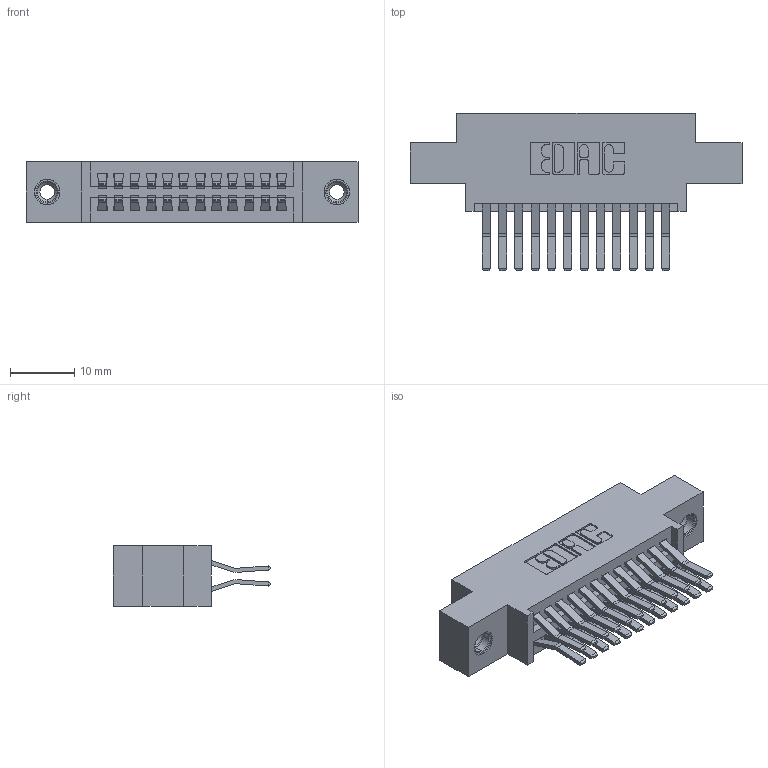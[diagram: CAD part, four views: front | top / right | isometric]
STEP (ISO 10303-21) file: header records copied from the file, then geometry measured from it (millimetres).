
FILE_DESCRIPTION (( 'STEP AP203' ), '1' );
FILE_NAME ('345-024-560-808.STEP', '2019-10-27T18:13:47', ( '' ), ( '' ), 'SwSTEP 2.0', 'SolidWorks 2016', '' );
FILE_SCHEMA (( 'CONFIG_CONTROL_DESIGN' ));
Length unit declared in the file: inch
Products named in the file (4): 345-024-560-808; 345-250-001_345-250-003-102; 345 Part_0.170 Offset - 0.156 Dia-TI; 345-292-001_560 Tail
Assembly tree (27 placements, depth 2):
  345-024-560-808
    345 Part_0.170 Offset - 0.156 Dia-TI
    345-292-001_560 Tail  x24
    345-250-001_345-250-003-102  x2
Bounding box: 51.69 x 24.45 x 9.4 mm (x, y, z)
Volume: 4780.1 mm3; surface area: 7046.2 mm2
Topology: 27 solids, 27 shells, 1438 faces, 4209 edges, 2766 vertices
Faces by surface type: plane 908, cylinder 514, cone 12, torus 4
Entity records: 14860 total; most frequent: CARTESIAN_POINT 2503, ORIENTED_EDGE 2430, DIRECTION 2273, EDGE_CURVE 1215, LINE 1011, VECTOR 1011, VERTEX_POINT 804, AXIS2_PLACEMENT_3D 631
